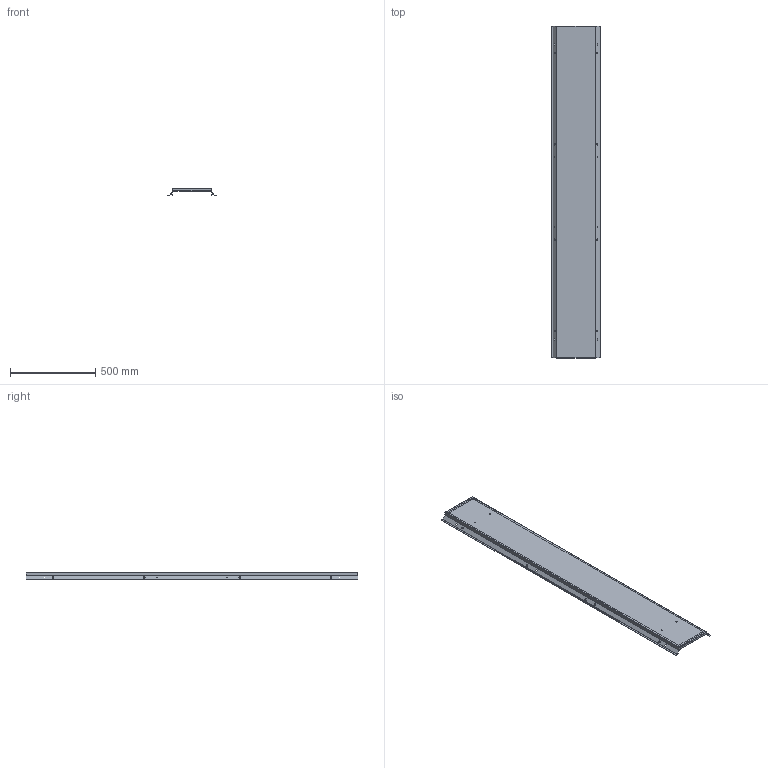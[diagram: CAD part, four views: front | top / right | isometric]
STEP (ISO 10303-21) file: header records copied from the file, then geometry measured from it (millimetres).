
FILE_DESCRIPTION (( 'STEP AP203' ), '1' );
FILE_NAME ('MA1.200.030620.10.00 AleSta-PR203 Ïàíåëü çàäíÿÿ, äëÿ øêàôîâ ALESTA, 2000 x 300.STEP', '2024-02-08T08:49:29', ( '' ), ( '' ), 'SwSTEP 2.0', 'SolidWorks 2021', '' );
FILE_SCHEMA (( 'CONFIG_CONTROL_DESIGN' ));
Length unit declared in the file: millimetre
Products named in the file (6): MA1.200.030620.10.00 AleSta-PR203  Ïàíåëü çàäíÿÿ, äëÿ øêàôîâ ALESTA, 2000 x 300; Øïèëüêà Ì6õ12_˜¯¨«ìª  Œ6å12; MA1.200.060620.11.01 Ïîëîòíî çàäíåé ïàíåëè 2000õ600_2000å300; MA1.200.060620.11.00 Ïàíåëü çàäíÿÿ, äëÿ øêàôîâ AleSta, 2000x600_2000å300; Âèíò ïîòàé ñ âíóòðåííèì øåñòèãðàííèêîì Ì5õ12 DIN 7991_Œ5å14; Óïëîòíèòåëü ïàíåëè íèæíåé_   ‚=2000
Assembly tree (15 placements, depth 3):
  MA1.200.030620.10.00 AleSta-PR203  Ïàíåëü çàäíÿÿ, äëÿ øêàôîâ ALESTA, 2000 x 300
    MA1.200.060620.11.00 Ïàíåëü çàäíÿÿ, äëÿ øêàôîâ AleSta, 2000x600_2000å300
      MA1.200.060620.11.01 Ïîëîòíî çàäíåé ïàíåëè 2000õ600_2000å300
      Óïëîòíèòåëü ïàíåëè íèæíåé_   ‚=2000
      Øïèëüêà Ì6õ12_˜¯¨«ìª  Œ6å12  x4
    Âèíò ïîòàé ñ âíóòðåííèì øåñòèãðàííèêîì Ì5õ12 DIN 7991_Œ5å14  x8
Bounding box: 287.06 x 1945 x 40.73 mm (x, y, z)
Volume: 941987 mm3; surface area: 1481328.3 mm2
Topology: 14 solids, 14 shells, 373 faces, 823 edges, 506 vertices
Faces by surface type: plane 197, cylinder 120, cone 40, bspline 8, torus 8
Entity records: 7357 total; most frequent: CARTESIAN_POINT 1531, DIRECTION 1053, ORIENTED_EDGE 982, EDGE_CURVE 491, AXIS2_PLACEMENT_3D 368, VECTOR 317, LINE 317, VERTEX_POINT 296
